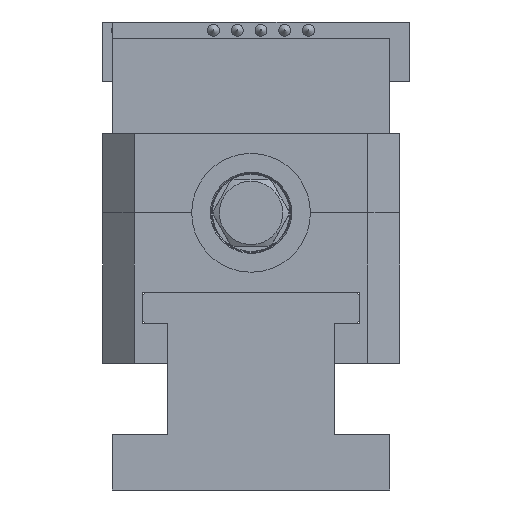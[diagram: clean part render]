
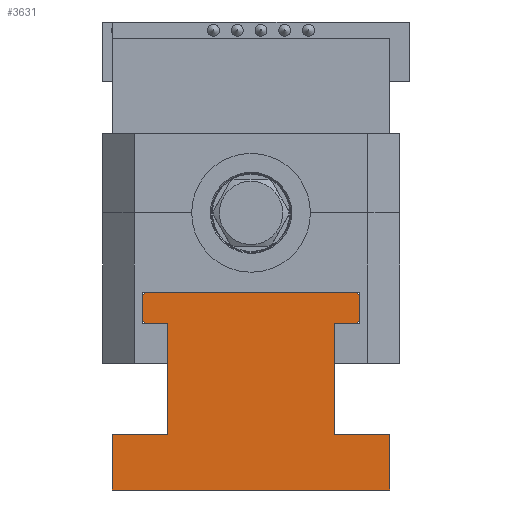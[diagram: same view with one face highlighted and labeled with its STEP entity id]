
A CAD part, left-side view. The second image highlights one B-rep face of the part: STEP entity #3631.
In plain terms, the highlighted planar face has unit normal (-1, 0, 0).
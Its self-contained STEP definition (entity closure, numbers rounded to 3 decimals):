
#679=LINE('',#17343,#1271);
#697=LINE('',#17390,#1289);
#698=LINE('',#17392,#1290);
#704=LINE('',#17409,#1296);
#710=LINE('',#17422,#1302);
#711=LINE('',#17424,#1303);
#712=LINE('',#17427,#1304);
#713=LINE('',#17429,#1305);
#714=LINE('',#17431,#1306);
#715=LINE('',#17433,#1307);
#716=LINE('',#17434,#1308);
#717=LINE('',#17436,#1309);
#718=LINE('',#17438,#1310);
#719=LINE('',#17440,#1311);
#720=LINE('',#17441,#1312);
#721=LINE('',#17442,#1313);
#1271=VECTOR('',#14327,1.);
#1289=VECTOR('',#14365,1.);
#1290=VECTOR('',#14368,1.);
#1296=VECTOR('',#14380,1.);
#1302=VECTOR('',#14388,1.);
#1303=VECTOR('',#14391,1.);
#1304=VECTOR('',#14392,1.);
#1305=VECTOR('',#14393,1.);
#1306=VECTOR('',#14394,1.);
#1307=VECTOR('',#14395,1.);
#1308=VECTOR('',#14396,1.);
#1309=VECTOR('',#14397,1.);
#1310=VECTOR('',#14398,1.);
#1311=VECTOR('',#14399,1.);
#1312=VECTOR('',#14400,1.);
#1313=VECTOR('',#14401,1.);
#3631=ADVANCED_FACE('',(#4261),#3970,.T.);
#3970=PLANE('',#11481);
#4261=FACE_OUTER_BOUND('',#5334,.T.);
#5334=EDGE_LOOP('',(#7524,#7525,#7526,#7527,#7528,#7529,#7530,#7531,#7532,
#7533,#7534,#7535,#7536,#7537,#7538,#7539));
#7524=ORIENTED_EDGE('',*,*,#9726,.F.);
#7525=ORIENTED_EDGE('',*,*,#9727,.T.);
#7526=ORIENTED_EDGE('',*,*,#9728,.F.);
#7527=ORIENTED_EDGE('',*,*,#9729,.F.);
#7528=ORIENTED_EDGE('',*,*,#9730,.F.);
#7529=ORIENTED_EDGE('',*,*,#9686,.F.);
#7530=ORIENTED_EDGE('',*,*,#9710,.T.);
#7531=ORIENTED_EDGE('',*,*,#9725,.T.);
#7532=ORIENTED_EDGE('',*,*,#9731,.F.);
#7533=ORIENTED_EDGE('',*,*,#9732,.F.);
#7534=ORIENTED_EDGE('',*,*,#9733,.F.);
#7535=ORIENTED_EDGE('',*,*,#9734,.T.);
#7536=ORIENTED_EDGE('',*,*,#9711,.T.);
#7537=ORIENTED_EDGE('',*,*,#9735,.T.);
#7538=ORIENTED_EDGE('',*,*,#9719,.T.);
#7539=ORIENTED_EDGE('',*,*,#9736,.T.);
#8566=VERTEX_POINT('',#17342);
#8567=VERTEX_POINT('',#17344);
#8585=VERTEX_POINT('',#17389);
#8586=VERTEX_POINT('',#17393);
#8587=VERTEX_POINT('',#17394);
#8594=VERTEX_POINT('',#17410);
#8595=VERTEX_POINT('',#17411);
#8599=VERTEX_POINT('',#17421);
#8600=VERTEX_POINT('',#17425);
#8601=VERTEX_POINT('',#17426);
#8602=VERTEX_POINT('',#17428);
#8603=VERTEX_POINT('',#17430);
#8604=VERTEX_POINT('',#17432);
#8605=VERTEX_POINT('',#17435);
#8606=VERTEX_POINT('',#17437);
#8607=VERTEX_POINT('',#17439);
#9686=EDGE_CURVE('',#8566,#8567,#679,.T.);
#9710=EDGE_CURVE('',#8566,#8585,#697,.T.);
#9711=EDGE_CURVE('',#8586,#8587,#698,.T.);
#9719=EDGE_CURVE('',#8594,#8595,#704,.T.);
#9725=EDGE_CURVE('',#8585,#8599,#710,.T.);
#9726=EDGE_CURVE('',#8600,#8601,#711,.T.);
#9727=EDGE_CURVE('',#8600,#8602,#712,.T.);
#9728=EDGE_CURVE('',#8603,#8602,#713,.T.);
#9729=EDGE_CURVE('',#8604,#8603,#714,.T.);
#9730=EDGE_CURVE('',#8567,#8604,#715,.T.);
#9731=EDGE_CURVE('',#8605,#8599,#716,.T.);
#9732=EDGE_CURVE('',#8606,#8605,#717,.T.);
#9733=EDGE_CURVE('',#8607,#8606,#718,.T.);
#9734=EDGE_CURVE('',#8607,#8586,#719,.T.);
#9735=EDGE_CURVE('',#8587,#8594,#720,.T.);
#9736=EDGE_CURVE('',#8595,#8601,#721,.T.);
#11481=AXIS2_PLACEMENT_3D('',#17443,#14402,#14403);
#14327=DIRECTION('',(0.,0.,1.));
#14365=DIRECTION('',(0.,-1.,0.));
#14368=DIRECTION('',(0.,0.,1.));
#14380=DIRECTION('',(0.,1.,0.));
#14388=DIRECTION('',(0.,0.,1.));
#14391=DIRECTION('',(0.,0.,1.));
#14392=DIRECTION('',(0.,-0.707,-0.707));
#14393=DIRECTION('',(0.,1.,0.));
#14394=DIRECTION('',(0.,0.,1.));
#14395=DIRECTION('',(0.,-1.,0.));
#14396=DIRECTION('',(0.,-1.,0.));
#14397=DIRECTION('',(0.,0.,-1.));
#14398=DIRECTION('',(0.,1.,0.));
#14399=DIRECTION('',(0.,-0.707,0.707));
#14400=DIRECTION('',(0.,0.707,0.707));
#14401=DIRECTION('',(0.,0.707,-0.707));
#14402=DIRECTION('',(-1.,0.,0.));
#14403=DIRECTION('',(0.,0.,1.));
#17342=CARTESIAN_POINT('',(-371.5,35.,-105.6));
#17343=CARTESIAN_POINT('',(-371.5,35.,-105.8));
#17344=CARTESIAN_POINT('',(-371.5,35.,-91.6));
#17389=CARTESIAN_POINT('',(-371.5,-35.,-105.6));
#17390=CARTESIAN_POINT('',(-371.5,0.,-105.6));
#17392=CARTESIAN_POINT('',(-371.5,-27.5,-105.8));
#17393=CARTESIAN_POINT('',(-371.5,-27.5,-62.7));
#17394=CARTESIAN_POINT('',(-371.5,-27.5,-56.5));
#17409=CARTESIAN_POINT('',(-371.5,0.,-55.6));
#17410=CARTESIAN_POINT('',(-371.5,-26.6,-55.6));
#17411=CARTESIAN_POINT('',(-371.5,26.6,-55.6));
#17421=CARTESIAN_POINT('',(-371.5,-35.,-91.6));
#17422=CARTESIAN_POINT('',(-371.5,-35.,-105.8));
#17424=CARTESIAN_POINT('',(-371.5,27.5,-105.8));
#17425=CARTESIAN_POINT('',(-371.5,27.5,-62.7));
#17426=CARTESIAN_POINT('',(-371.5,27.5,-56.5));
#17427=CARTESIAN_POINT('',(-371.5,-7.8,-98.));
#17428=CARTESIAN_POINT('',(-371.5,26.6,-63.6));
#17429=CARTESIAN_POINT('',(-371.5,0.,-63.6));
#17430=CARTESIAN_POINT('',(-371.5,21.,-63.6));
#17431=CARTESIAN_POINT('',(-371.5,21.,-105.8));
#17432=CARTESIAN_POINT('',(-371.5,21.,-91.6));
#17433=CARTESIAN_POINT('',(-371.5,0.,-91.6));
#17434=CARTESIAN_POINT('',(-371.5,0.,-91.6));
#17435=CARTESIAN_POINT('',(-371.5,-21.,-91.6));
#17436=CARTESIAN_POINT('',(-371.5,-21.,-105.8));
#17437=CARTESIAN_POINT('',(-371.5,-21.,-63.6));
#17438=CARTESIAN_POINT('',(-371.5,0.,-63.6));
#17439=CARTESIAN_POINT('',(-371.5,-26.6,-63.6));
#17440=CARTESIAN_POINT('',(-371.5,7.8,-98.));
#17441=CARTESIAN_POINT('',(-371.5,-38.4,-67.4));
#17442=CARTESIAN_POINT('',(-371.5,38.4,-67.4));
#17443=CARTESIAN_POINT('',(-371.5,0.,-105.8));
